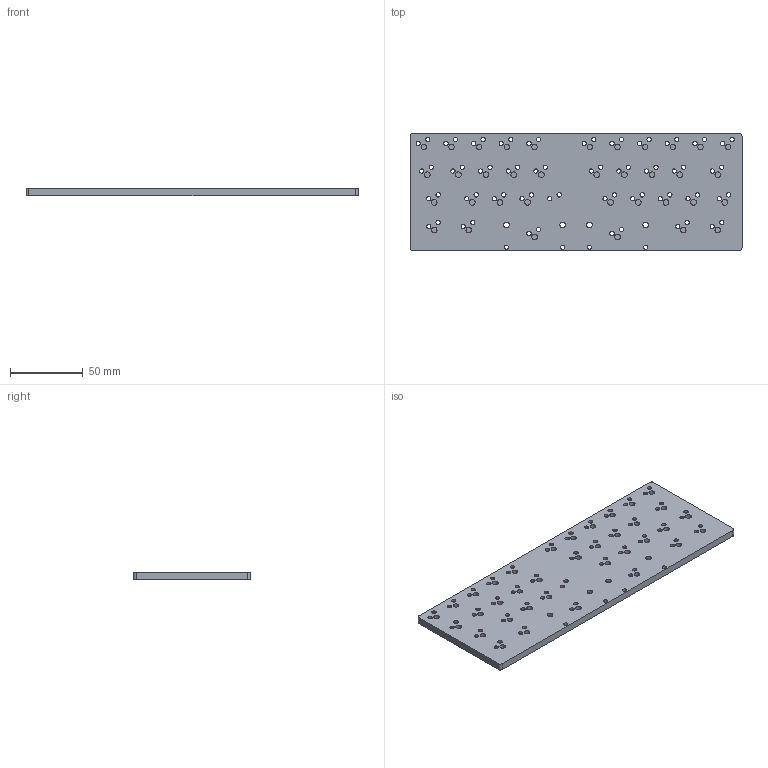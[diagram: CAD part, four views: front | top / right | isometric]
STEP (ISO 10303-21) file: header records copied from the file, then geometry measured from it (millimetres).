
FILE_DESCRIPTION(/* description */ (''),/* implementation_level */ '2;1');
FILE_NAME(/* name */ 'base3d v3.step',/* time_stamp */ '2022-05-24T12:56:33+07:00',/* author */ (''),/* organization */ (''),/* preprocessor_version */ 'ST-DEVELOPER v18.1',/* originating_system */ 'Autodesk Translation Framework v10.14.0.1471',/* authorisation */ '');
FILE_SCHEMA (('AUTOMOTIVE_DESIGN { 1 0 10303 214 3 1 1 }'));
Length unit declared in the file: millimetre
Products named in the file (1): base3d
Bounding box: 228.6 x 80.96 x 5 mm (x, y, z)
Volume: 74587.1 mm3; surface area: 54394 mm2
Topology: 1 solids, 1 shells, 934 faces, 2676 edges, 1784 vertices
Faces by surface type: plane 554, cylinder 268, bspline 112
Full cylindrical faces by diameter (mm): 2.9 x4, 3 x74, 3.885 x36, 4 x4
Entity records: 33654 total; most frequent: CARTESIAN_POINT 9083, ORIENTED_EDGE 5352, DIRECTION 4640, EDGE_CURVE 2676, LINE 1906, VECTOR 1906, VERTEX_POINT 1784, AXIS2_PLACEMENT_3D 1367
